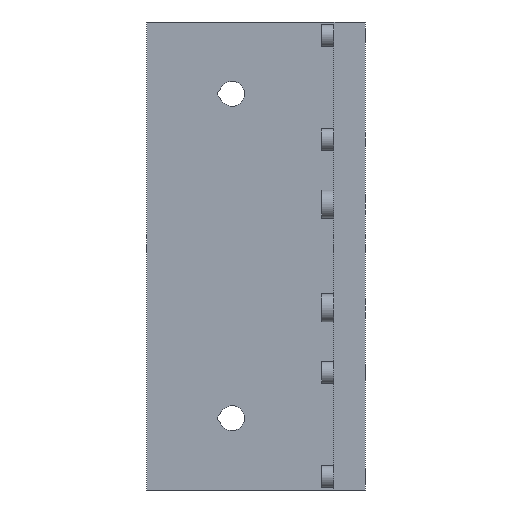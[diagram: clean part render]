
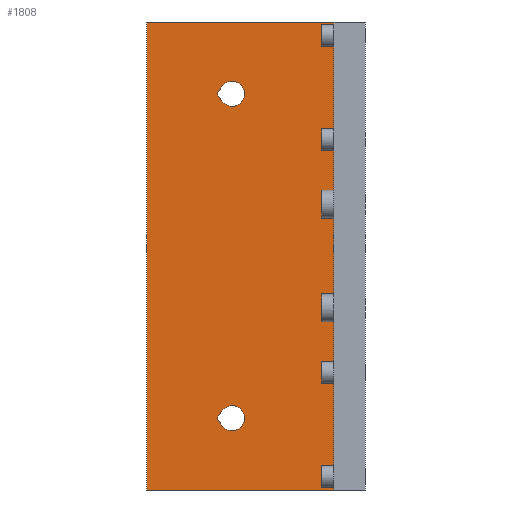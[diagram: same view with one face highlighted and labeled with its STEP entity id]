
A CAD part, left-side view. The second image highlights one B-rep face of the part: STEP entity #1808.
In plain terms, the highlighted planar face has unit normal (-1, 0, 0).
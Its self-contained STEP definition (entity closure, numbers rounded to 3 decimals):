
#4 = CARTESIAN_POINT ( 'NONE',  ( 60., 21.88, -66.297 ) ) ;
#10 = EDGE_CURVE ( 'NONE', #1017, #468, #638, .T. ) ;
#11 = CARTESIAN_POINT ( 'NONE',  ( 60., 21.335, -63.5 ) ) ;
#34 = VERTEX_POINT ( 'NONE', #1249 ) ;
#66 = DIRECTION ( 'NONE',  ( 1., 0., 0. ) ) ;
#71 = AXIS2_PLACEMENT_3D ( 'NONE', #11, #1675, #694 ) ;
#79 = FACE_BOUND ( 'NONE', #635, .T. ) ;
#117 = CARTESIAN_POINT ( 'NONE',  ( 60., 21.335, -65.5 ) ) ;
#128 = DIRECTION ( 'NONE',  ( 0., 0., -1. ) ) ;
#155 = VECTOR ( 'NONE', #962, 1000. ) ;
#166 = CARTESIAN_POINT ( 'NONE',  ( 60., 35., 0. ) ) ;
#176 = VECTOR ( 'NONE', #604, 1000. ) ;
#258 = CARTESIAN_POINT ( 'NONE',  ( 60., 21.335, -11.5 ) ) ;
#267 = CARTESIAN_POINT ( 'NONE',  ( 60., 23.002, -64.606 ) ) ;
#290 = EDGE_CURVE ( 'NONE', #1511, #961, #1669, .T. ) ;
#312 = LINE ( 'NONE', #656, #155 ) ;
#321 = CARTESIAN_POINT ( 'NONE',  ( 60., 35., -75. ) ) ;
#345 = CIRCLE ( 'NONE', #71, 2. ) ;
#378 = EDGE_CURVE ( 'NONE', #640, #1511, #1280, .T. ) ;
#385 = DIRECTION ( 'NONE',  ( 0., 0., 1. ) ) ;
#407 = CARTESIAN_POINT ( 'NONE',  ( 60., 21.335, -63.5 ) ) ;
#408 = DIRECTION ( 'NONE',  ( 0., 0., -1. ) ) ;
#447 = CARTESIAN_POINT ( 'NONE',  ( 60., 35., -75. ) ) ;
#468 = VERTEX_POINT ( 'NONE', #584 ) ;
#470 = VERTEX_POINT ( 'NONE', #267 ) ;
#515 = CARTESIAN_POINT ( 'NONE',  ( 60., 23.002, -62.394 ) ) ;
#525 = CARTESIAN_POINT ( 'NONE',  ( 60., 23.002, -10.394 ) ) ;
#529 = DIRECTION ( 'NONE',  ( 0., 0., -1. ) ) ;
#554 = EDGE_LOOP ( 'NONE', ( #1378, #2130, #1774, #1618, #807 ) ) ;
#566 = EDGE_CURVE ( 'NONE', #640, #978, #312, .T. ) ;
#584 = CARTESIAN_POINT ( 'NONE',  ( 60., 21.335, -13.5 ) ) ;
#604 = DIRECTION ( 'NONE',  ( 0., -0.553, 0.833 ) ) ;
#610 = CARTESIAN_POINT ( 'NONE',  ( 60., 5., 0. ) ) ;
#635 = EDGE_LOOP ( 'NONE', ( #1724, #1964, #1739, #1867, #1540 ) ) ;
#638 = CIRCLE ( 'NONE', #911, 2. ) ;
#640 = VERTEX_POINT ( 'NONE', #321 ) ;
#656 = CARTESIAN_POINT ( 'NONE',  ( 60., 35., -75. ) ) ;
#675 = DIRECTION ( 'NONE',  ( 0., -1., 0. ) ) ;
#680 = VERTEX_POINT ( 'NONE', #525 ) ;
#684 = DIRECTION ( 'NONE',  ( 0., 0.553, 0.833 ) ) ;
#693 = VERTEX_POINT ( 'NONE', #1700 ) ;
#694 = DIRECTION ( 'NONE',  ( 0., 0., -1. ) ) ;
#705 = VERTEX_POINT ( 'NONE', #515 ) ;
#722 = CARTESIAN_POINT ( 'NONE',  ( 60., 5., -75. ) ) ;
#731 = DIRECTION ( 'NONE',  ( 0., 0., -1. ) ) ;
#737 = EDGE_CURVE ( 'NONE', #978, #961, #1382, .T. ) ;
#747 = ORIENTED_EDGE ( 'NONE', *, *, #290, .T. ) ;
#769 = CARTESIAN_POINT ( 'NONE',  ( 60., 21.335, -11.5 ) ) ;
#770 = DIRECTION ( 'NONE',  ( 0., -0.553, 0.833 ) ) ;
#781 = LINE ( 'NONE', #1763, #857 ) ;
#807 = ORIENTED_EDGE ( 'NONE', *, *, #2086, .T. ) ;
#826 = CIRCLE ( 'NONE', #996, 2. ) ;
#828 = AXIS2_PLACEMENT_3D ( 'NONE', #407, #1731, #1087 ) ;
#852 = VECTOR ( 'NONE', #1083, 1000. ) ;
#857 = VECTOR ( 'NONE', #770, 1000. ) ;
#890 = CARTESIAN_POINT ( 'NONE',  ( 60., 56.428, -60.786 ) ) ;
#911 = AXIS2_PLACEMENT_3D ( 'NONE', #769, #2095, #128 ) ;
#918 = VECTOR ( 'NONE', #385, 1000. ) ;
#961 = VERTEX_POINT ( 'NONE', #610 ) ;
#962 = DIRECTION ( 'NONE',  ( 0., 0., 1. ) ) ;
#978 = VERTEX_POINT ( 'NONE', #166 ) ;
#996 = AXIS2_PLACEMENT_3D ( 'NONE', #1070, #2013, #529 ) ;
#1017 = VERTEX_POINT ( 'NONE', #1465 ) ;
#1045 = DIRECTION ( 'NONE',  ( 0., 0., -1. ) ) ;
#1047 = PLANE ( 'NONE',  #2026 ) ;
#1048 = CARTESIAN_POINT ( 'NONE',  ( 60., 35., 0. ) ) ;
#1059 = AXIS2_PLACEMENT_3D ( 'NONE', #2053, #1233, #408 ) ;
#1070 = CARTESIAN_POINT ( 'NONE',  ( 60., 21.335, -11.5 ) ) ;
#1083 = DIRECTION ( 'NONE',  ( 0., -1., 0. ) ) ;
#1087 = DIRECTION ( 'NONE',  ( 0., 0., -1. ) ) ;
#1088 = VECTOR ( 'NONE', #675, 1000. ) ;
#1117 = VERTEX_POINT ( 'NONE', #1502 ) ;
#1122 = LINE ( 'NONE', #890, #176 ) ;
#1139 = LINE ( 'NONE', #2090, #1286 ) ;
#1157 = EDGE_CURVE ( 'NONE', #1194, #470, #345, .T. ) ;
#1186 = EDGE_CURVE ( 'NONE', #2106, #680, #1122, .T. ) ;
#1194 = VERTEX_POINT ( 'NONE', #117 ) ;
#1213 = FACE_OUTER_BOUND ( 'NONE', #2001, .T. ) ;
#1219 = EDGE_CURVE ( 'NONE', #693, #705, #781, .T. ) ;
#1233 = DIRECTION ( 'NONE',  ( 1., 0., 0. ) ) ;
#1242 = CIRCLE ( 'NONE', #828, 2. ) ;
#1249 = CARTESIAN_POINT ( 'NONE',  ( 60., 21.335, -61.5 ) ) ;
#1270 = CIRCLE ( 'NONE', #1059, 2. ) ;
#1280 = LINE ( 'NONE', #447, #852 ) ;
#1286 = VECTOR ( 'NONE', #1605, 1000. ) ;
#1378 = ORIENTED_EDGE ( 'NONE', *, *, #1516, .T. ) ;
#1382 = LINE ( 'NONE', #1048, #1088 ) ;
#1429 = EDGE_CURVE ( 'NONE', #680, #1017, #826, .T. ) ;
#1450 = ORIENTED_EDGE ( 'NONE', *, *, #378, .T. ) ;
#1465 = CARTESIAN_POINT ( 'NONE',  ( 60., 21.335, -9.5 ) ) ;
#1502 = CARTESIAN_POINT ( 'NONE',  ( 60., 23.002, -12.606 ) ) ;
#1511 = VERTEX_POINT ( 'NONE', #1945 ) ;
#1516 = EDGE_CURVE ( 'NONE', #1117, #2106, #1139, .T. ) ;
#1540 = ORIENTED_EDGE ( 'NONE', *, *, #1157, .T. ) ;
#1577 = CARTESIAN_POINT ( 'NONE',  ( 60., 23.735, -11.5 ) ) ;
#1605 = DIRECTION ( 'NONE',  ( 0., 0.553, 0.833 ) ) ;
#1618 = ORIENTED_EDGE ( 'NONE', *, *, #10, .T. ) ;
#1654 = EDGE_CURVE ( 'NONE', #470, #693, #1799, .T. ) ;
#1668 = ORIENTED_EDGE ( 'NONE', *, *, #566, .F. ) ;
#1669 = LINE ( 'NONE', #722, #918 ) ;
#1675 = DIRECTION ( 'NONE',  ( 1., 0., 0. ) ) ;
#1700 = CARTESIAN_POINT ( 'NONE',  ( 60., 23.735, -63.5 ) ) ;
#1701 = ORIENTED_EDGE ( 'NONE', *, *, #737, .F. ) ;
#1724 = ORIENTED_EDGE ( 'NONE', *, *, #1654, .T. ) ;
#1731 = DIRECTION ( 'NONE',  ( 1., 0., 0. ) ) ;
#1739 = ORIENTED_EDGE ( 'NONE', *, *, #1815, .T. ) ;
#1763 = CARTESIAN_POINT ( 'NONE',  ( 60., 32.474, -76.675 ) ) ;
#1774 = ORIENTED_EDGE ( 'NONE', *, *, #1429, .T. ) ;
#1799 = LINE ( 'NONE', #4, #1976 ) ;
#1808 = ADVANCED_FACE ( 'NONE', ( #1895, #79, #1213 ), #1047, .F. ) ;
#1815 = EDGE_CURVE ( 'NONE', #705, #34, #1270, .T. ) ;
#1861 = CARTESIAN_POINT ( 'NONE',  ( 60., 35., -75. ) ) ;
#1867 = ORIENTED_EDGE ( 'NONE', *, *, #2085, .T. ) ;
#1895 = FACE_BOUND ( 'NONE', #554, .T. ) ;
#1945 = CARTESIAN_POINT ( 'NONE',  ( 60., 5., -75. ) ) ;
#1964 = ORIENTED_EDGE ( 'NONE', *, *, #1219, .T. ) ;
#1968 = AXIS2_PLACEMENT_3D ( 'NONE', #258, #2030, #1045 ) ;
#1976 = VECTOR ( 'NONE', #684, 1000. ) ;
#2001 = EDGE_LOOP ( 'NONE', ( #747, #1701, #1668, #1450 ) ) ;
#2013 = DIRECTION ( 'NONE',  ( 1., 0., 0. ) ) ;
#2026 = AXIS2_PLACEMENT_3D ( 'NONE', #1861, #66, #731 ) ;
#2030 = DIRECTION ( 'NONE',  ( 1., 0., 0. ) ) ;
#2053 = CARTESIAN_POINT ( 'NONE',  ( 60., 21.335, -63.5 ) ) ;
#2072 = CIRCLE ( 'NONE', #1968, 2. ) ;
#2085 = EDGE_CURVE ( 'NONE', #34, #1194, #1242, .T. ) ;
#2086 = EDGE_CURVE ( 'NONE', #468, #1117, #2072, .T. ) ;
#2090 = CARTESIAN_POINT ( 'NONE',  ( 60., -2.074, -50.408 ) ) ;
#2095 = DIRECTION ( 'NONE',  ( 1., 0., 0. ) ) ;
#2106 = VERTEX_POINT ( 'NONE', #1577 ) ;
#2130 = ORIENTED_EDGE ( 'NONE', *, *, #1186, .T. ) ;
